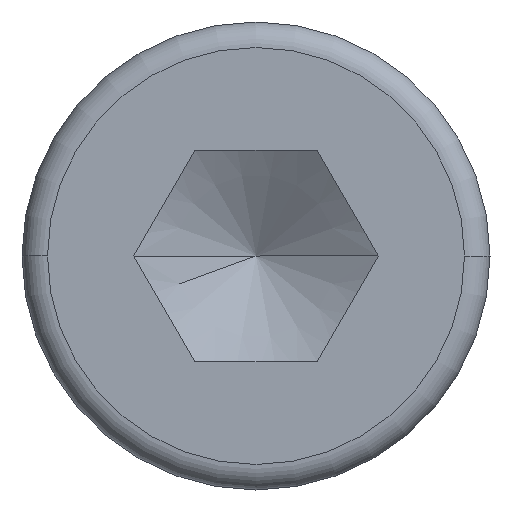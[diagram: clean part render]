
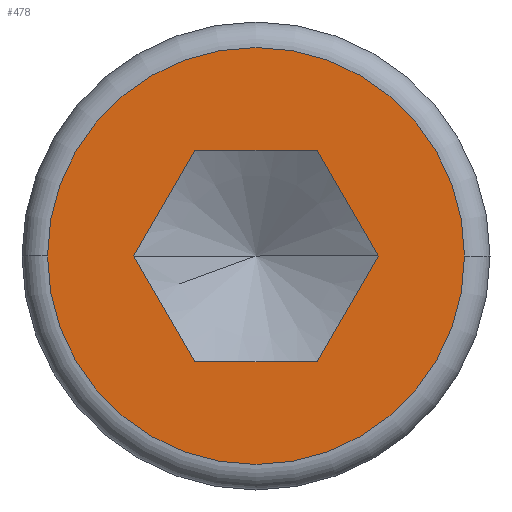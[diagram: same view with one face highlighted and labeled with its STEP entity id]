
A CAD part, left-side view. The second image highlights one B-rep face of the part: STEP entity #478.
In plain terms, the highlighted planar face has unit normal (-1, 0, 0).
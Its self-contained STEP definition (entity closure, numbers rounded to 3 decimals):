
#1 = CARTESIAN_POINT ( 'NONE',  ( -3., 0.718, 1.244 ) ) ;
#6 = DIRECTION ( 'NONE',  ( -1., 0., 0. ) ) ;
#12 = ORIENTED_EDGE ( 'NONE', *, *, #481, .F. ) ;
#34 = VERTEX_POINT ( 'NONE', #50 ) ;
#43 = ORIENTED_EDGE ( 'NONE', *, *, #484, .T. ) ;
#50 = CARTESIAN_POINT ( 'NONE',  ( -3., 2.45, 0. ) ) ;
#73 = LINE ( 'NONE', #437, #593 ) ;
#86 = CARTESIAN_POINT ( 'NONE',  ( -3., -0.718, 1.244 ) ) ;
#89 = VERTEX_POINT ( 'NONE', #142 ) ;
#108 = CARTESIAN_POINT ( 'NONE',  ( -3., 0.718, -1.244 ) ) ;
#110 = ORIENTED_EDGE ( 'NONE', *, *, #469, .F. ) ;
#122 = DIRECTION ( 'NONE',  ( 0., -0.5, -0.866 ) ) ;
#125 = CARTESIAN_POINT ( 'NONE',  ( -3., 0., 0. ) ) ;
#131 = VERTEX_POINT ( 'NONE', #190 ) ;
#132 = ORIENTED_EDGE ( 'NONE', *, *, #479, .F. ) ;
#142 = CARTESIAN_POINT ( 'NONE',  ( -3., 1.437, 0. ) ) ;
#150 = DIRECTION ( 'NONE',  ( 0., -0.5, 0.866 ) ) ;
#156 = VECTOR ( 'NONE', #122, 1000. ) ;
#171 = FACE_BOUND ( 'NONE', #307, .T. ) ;
#174 = DIRECTION ( 'NONE',  ( 0., -1., 0. ) ) ;
#179 = DIRECTION ( 'NONE',  ( 0., -1., 0. ) ) ;
#190 = CARTESIAN_POINT ( 'NONE',  ( -3., 0.718, 1.244 ) ) ;
#217 = ORIENTED_EDGE ( 'NONE', *, *, #475, .F. ) ;
#243 = CARTESIAN_POINT ( 'NONE',  ( -3., 0.718, -1.244 ) ) ;
#251 = CARTESIAN_POINT ( 'NONE',  ( -3., -1.437, 0. ) ) ;
#259 = VECTOR ( 'NONE', #536, 1000. ) ;
#263 = ORIENTED_EDGE ( 'NONE', *, *, #540, .F. ) ;
#266 = LINE ( 'NONE', #1, #259 ) ;
#283 = CARTESIAN_POINT ( 'NONE',  ( -3., -1.437, 0. ) ) ;
#297 = VERTEX_POINT ( 'NONE', #86 ) ;
#303 = AXIS2_PLACEMENT_3D ( 'NONE', #125, #472, #179 ) ;
#305 = AXIS2_PLACEMENT_3D ( 'NONE', #466, #614, #308 ) ;
#307 = EDGE_LOOP ( 'NONE', ( #110, #524, #217, #132, #12, #263 ) ) ;
#308 = DIRECTION ( 'NONE',  ( 0., -1., 0. ) ) ;
#309 = AXIS2_PLACEMENT_3D ( 'NONE', #310, #6, #369 ) ;
#310 = CARTESIAN_POINT ( 'NONE',  ( -3., 0., 0. ) ) ;
#344 = DIRECTION ( 'NONE',  ( 0., 0.5, 0.866 ) ) ;
#354 = DIRECTION ( 'NONE',  ( 0., 1., 0. ) ) ;
#369 = DIRECTION ( 'NONE',  ( 0., -1., 0. ) ) ;
#394 = CIRCLE ( 'NONE', #303, 2.45 ) ;
#397 = VERTEX_POINT ( 'NONE', #431 ) ;
#405 = VECTOR ( 'NONE', #174, 1000. ) ;
#409 = CARTESIAN_POINT ( 'NONE',  ( -3., 1.437, 0. ) ) ;
#420 = LINE ( 'NONE', #243, #405 ) ;
#431 = CARTESIAN_POINT ( 'NONE',  ( -3., -0.718, -1.244 ) ) ;
#437 = CARTESIAN_POINT ( 'NONE',  ( -3., -0.718, -1.244 ) ) ;
#456 = LINE ( 'NONE', #283, #568 ) ;
#460 = EDGE_CURVE ( 'NONE', #397, #577, #73, .T. ) ;
#466 = CARTESIAN_POINT ( 'NONE',  ( -3., 1.437, 0. ) ) ;
#469 = EDGE_CURVE ( 'NONE', #577, #297, #456, .T. ) ;
#472 = DIRECTION ( 'NONE',  ( -1., 0., 0. ) ) ;
#475 = EDGE_CURVE ( 'NONE', #554, #397, #420, .T. ) ;
#478 = ADVANCED_FACE ( 'NONE', ( #171, #557 ), #572, .F. ) ;
#479 = EDGE_CURVE ( 'NONE', #89, #554, #548, .T. ) ;
#481 = EDGE_CURVE ( 'NONE', #131, #89, #266, .T. ) ;
#482 = EDGE_CURVE ( 'NONE', #539, #34, #649, .T. ) ;
#484 = EDGE_CURVE ( 'NONE', #34, #539, #394, .T. ) ;
#514 = LINE ( 'NONE', #602, #612 ) ;
#520 = CARTESIAN_POINT ( 'NONE',  ( -3., -2.45, 0. ) ) ;
#524 = ORIENTED_EDGE ( 'NONE', *, *, #460, .F. ) ;
#536 = DIRECTION ( 'NONE',  ( 0., 0.5, -0.866 ) ) ;
#539 = VERTEX_POINT ( 'NONE', #520 ) ;
#540 = EDGE_CURVE ( 'NONE', #297, #131, #514, .T. ) ;
#548 = LINE ( 'NONE', #409, #156 ) ;
#554 = VERTEX_POINT ( 'NONE', #108 ) ;
#557 = FACE_OUTER_BOUND ( 'NONE', #631, .T. ) ;
#568 = VECTOR ( 'NONE', #344, 1000. ) ;
#572 = PLANE ( 'NONE',  #305 ) ;
#577 = VERTEX_POINT ( 'NONE', #251 ) ;
#593 = VECTOR ( 'NONE', #150, 1000. ) ;
#602 = CARTESIAN_POINT ( 'NONE',  ( -3., -0.718, 1.244 ) ) ;
#612 = VECTOR ( 'NONE', #354, 1000. ) ;
#614 = DIRECTION ( 'NONE',  ( 1., 0., 0. ) ) ;
#631 = EDGE_LOOP ( 'NONE', ( #646, #43 ) ) ;
#646 = ORIENTED_EDGE ( 'NONE', *, *, #482, .T. ) ;
#649 = CIRCLE ( 'NONE', #309, 2.45 ) ;
